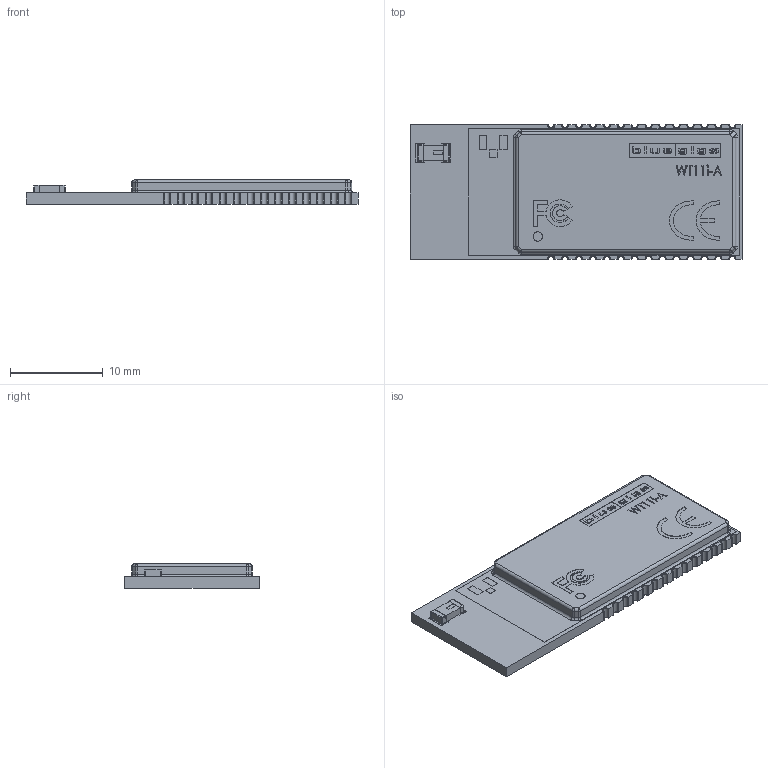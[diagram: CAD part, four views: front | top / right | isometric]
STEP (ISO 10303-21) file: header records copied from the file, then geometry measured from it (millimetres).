
FILE_DESCRIPTION (( 'STEP AP214' ), '1' );
FILE_NAME ('User Library-WT11i.STEP', '2016-03-16T14:19:28', ( 'Windows User' ), ( '' ), 'SwSTEP 2.0', 'SolidWorks 2016', '' );
FILE_SCHEMA (( 'AUTOMOTIVE_DESIGN' ));
Length unit declared in the file: millimetre
Products named in the file (1): User Library-WT11i
Bounding box: 35.75 x 14.5 x 2.6 mm (x, y, z)
Volume: 1051.9 mm3; surface area: 1345.7 mm2
Topology: 29 solids, 29 shells, 706 faces, 1781 edges, 1162 vertices
Faces by surface type: plane 470, cylinder 126, bspline 110
Entity records: 30273 total; most frequent: CARTESIAN_POINT 5732, ORIENTED_EDGE 3546, DIRECTION 3051, EDGE_CURVE 1773, LINE 1337, VECTOR 1337, VERTEX_POINT 1162, AXIS2_PLACEMENT_3D 857
